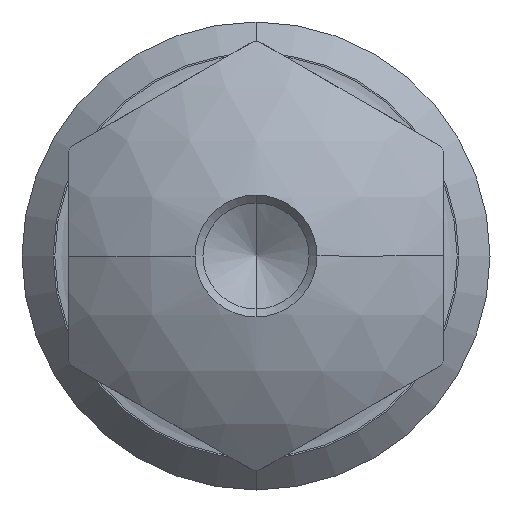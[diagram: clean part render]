
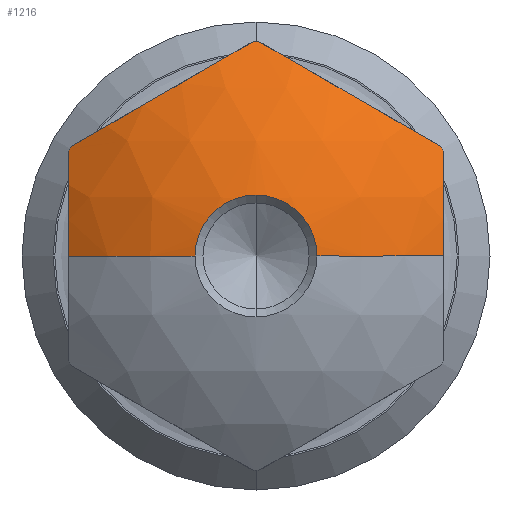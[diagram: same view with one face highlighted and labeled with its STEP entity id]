
A CAD part, front view. The second image highlights one B-rep face of the part: STEP entity #1216.
In plain terms, the highlighted spherical face has radius 20 mm.
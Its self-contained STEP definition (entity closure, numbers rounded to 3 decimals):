
#2 = CARTESIAN_POINT ( 'NONE',  ( 3.906, -15.906, 0. ) ) ;
#24 = VERTEX_POINT ( 'NONE', #497 ) ;
#26 = DIRECTION ( 'NONE',  ( 0., 1., 0. ) ) ;
#32 = CARTESIAN_POINT ( 'NONE',  ( 0., -15.906, 0. ) ) ;
#33 = DIRECTION ( 'NONE',  ( 0., 0., -1. ) ) ;
#47 = ORIENTED_EDGE ( 'NONE', *, *, #587, .F. ) ;
#51 = AXIS2_PLACEMENT_3D ( 'NONE', #96, #812, #1123 ) ;
#52 = DIRECTION ( 'NONE',  ( 0., 0., 1. ) ) ;
#59 = CIRCLE ( 'NONE', #864, 13.75 ) ;
#63 = EDGE_CURVE ( 'NONE', #24, #1203, #439, .T. ) ;
#75 = AXIS2_PLACEMENT_3D ( 'NONE', #180, #897, #290 ) ;
#85 = EDGE_CURVE ( 'NONE', #1018, #513, #946, .T. ) ;
#96 = CARTESIAN_POINT ( 'NONE',  ( 0., 3.709, 0. ) ) ;
#99 = DIRECTION ( 'NONE',  ( 0., 1., 0. ) ) ;
#133 = CARTESIAN_POINT ( 'NONE',  ( -0.186, -10.815, 13.749 ) ) ;
#167 = ORIENTED_EDGE ( 'NONE', *, *, #984, .F. ) ;
#175 = VERTEX_POINT ( 'NONE', #194 ) ;
#180 = CARTESIAN_POINT ( 'NONE',  ( -12., 3.709, 0. ) ) ;
#194 = CARTESIAN_POINT ( 'NONE',  ( 0., -10.815, 13.75 ) ) ;
#198 = EDGE_CURVE ( 'NONE', #1203, #270, #1084, .T. ) ;
#202 = CARTESIAN_POINT ( 'NONE',  ( 12., -12.291, 0. ) ) ;
#203 = EDGE_CURVE ( 'NONE', #1182, #910, #59, .T. ) ;
#211 = CIRCLE ( 'NONE', #292, 13.75 ) ;
#212 = CARTESIAN_POINT ( 'NONE',  ( -6., 3.709, 10.392 ) ) ;
#216 = AXIS2_PLACEMENT_3D ( 'NONE', #901, #945, #843 ) ;
#242 = CARTESIAN_POINT ( 'NONE',  ( -11.814, -10.815, 7.036 ) ) ;
#248 = CARTESIAN_POINT ( 'NONE',  ( 0., -10.815, 0. ) ) ;
#252 = CIRCLE ( 'NONE', #259, 16. ) ;
#259 = AXIS2_PLACEMENT_3D ( 'NONE', #212, #928, #325 ) ;
#270 = VERTEX_POINT ( 'NONE', #2 ) ;
#280 = CARTESIAN_POINT ( 'NONE',  ( 11.814, -10.815, 7.036 ) ) ;
#290 = DIRECTION ( 'NONE',  ( 0., 0., -1. ) ) ;
#292 = AXIS2_PLACEMENT_3D ( 'NONE', #248, #964, #361 ) ;
#302 = CIRCLE ( 'NONE', #1285, 13.75 ) ;
#312 = VERTEX_POINT ( 'NONE', #202 ) ;
#325 = DIRECTION ( 'NONE',  ( -0.866, 0., -0.5 ) ) ;
#334 = CARTESIAN_POINT ( 'NONE',  ( 12., -10.815, 6.713 ) ) ;
#352 = ORIENTED_EDGE ( 'NONE', *, *, #594, .F. ) ;
#361 = DIRECTION ( 'NONE',  ( 0., 0., 1. ) ) ;
#392 = VERTEX_POINT ( 'NONE', #334 ) ;
#421 = DIRECTION ( 'NONE',  ( 0., 1., 0. ) ) ;
#439 = CIRCLE ( 'NONE', #1162, 3.906 ) ;
#465 = CARTESIAN_POINT ( 'NONE',  ( 12., 3.709, 0. ) ) ;
#473 = AXIS2_PLACEMENT_3D ( 'NONE', #657, #33, #751 ) ;
#497 = CARTESIAN_POINT ( 'NONE',  ( -3.906, -15.906, 0. ) ) ;
#513 = VERTEX_POINT ( 'NONE', #280 ) ;
#521 = CIRCLE ( 'NONE', #927, 20. ) ;
#529 = FACE_OUTER_BOUND ( 'NONE', #562, .T. ) ;
#550 = CIRCLE ( 'NONE', #1081, 16. ) ;
#558 = EDGE_CURVE ( 'NONE', #270, #312, #521, .T. ) ;
#559 = EDGE_CURVE ( 'NONE', #679, #1182, #758, .T. ) ;
#562 = EDGE_LOOP ( 'NONE', ( #1269, #692, #660, #788, #352, #846, #47, #167, #1246, #963, #1106, #1066 ) ) ;
#571 = DIRECTION ( 'NONE',  ( 0., 0., 1. ) ) ;
#587 = EDGE_CURVE ( 'NONE', #175, #1018, #1264, .T. ) ;
#594 = EDGE_CURVE ( 'NONE', #513, #392, #211, .T. ) ;
#598 = CARTESIAN_POINT ( 'NONE',  ( 0., 3.709, 0. ) ) ;
#615 = CARTESIAN_POINT ( 'NONE',  ( 0., -15.906, 3.906 ) ) ;
#657 = CARTESIAN_POINT ( 'NONE',  ( 0., 3.709, 0. ) ) ;
#660 = ORIENTED_EDGE ( 'NONE', *, *, #558, .T. ) ;
#671 = DIRECTION ( 'NONE',  ( 0., 1., 0. ) ) ;
#679 = VERTEX_POINT ( 'NONE', #1279 ) ;
#692 = ORIENTED_EDGE ( 'NONE', *, *, #198, .T. ) ;
#695 = DIRECTION ( 'NONE',  ( 1., 0., 0. ) ) ;
#720 = CARTESIAN_POINT ( 'NONE',  ( 0., -15.906, 0. ) ) ;
#751 = DIRECTION ( 'NONE',  ( -1., 0., 0. ) ) ;
#758 = CIRCLE ( 'NONE', #75, 16. ) ;
#788 = ORIENTED_EDGE ( 'NONE', *, *, #960, .F. ) ;
#790 = AXIS2_PLACEMENT_3D ( 'NONE', #720, #99, #816 ) ;
#812 = DIRECTION ( 'NONE',  ( 0., 0., 1. ) ) ;
#816 = DIRECTION ( 'NONE',  ( 0., 0., 1. ) ) ;
#843 = DIRECTION ( 'NONE',  ( 0., 0., 1. ) ) ;
#846 = ORIENTED_EDGE ( 'NONE', *, *, #85, .F. ) ;
#858 = SPHERICAL_SURFACE ( 'NONE', #51, 20. ) ;
#864 = AXIS2_PLACEMENT_3D ( 'NONE', #1022, #421, #1126 ) ;
#874 = CIRCLE ( 'NONE', #473, 20. ) ;
#877 = DIRECTION ( 'NONE',  ( 0.5, 0., 0.866 ) ) ;
#883 = VERTEX_POINT ( 'NONE', #133 ) ;
#892 = EDGE_CURVE ( 'NONE', #24, #679, #874, .T. ) ;
#897 = DIRECTION ( 'NONE',  ( -1., 0., 0. ) ) ;
#901 = CARTESIAN_POINT ( 'NONE',  ( 0., -10.815, 0. ) ) ;
#904 = CARTESIAN_POINT ( 'NONE',  ( -12., -10.815, 6.713 ) ) ;
#910 = VERTEX_POINT ( 'NONE', #242 ) ;
#927 = AXIS2_PLACEMENT_3D ( 'NONE', #598, #1301, #695 ) ;
#928 = DIRECTION ( 'NONE',  ( -0.5, 0., 0.866 ) ) ;
#945 = DIRECTION ( 'NONE',  ( 0., 1., 0. ) ) ;
#946 = CIRCLE ( 'NONE', #1295, 16. ) ;
#960 = EDGE_CURVE ( 'NONE', #392, #312, #550, .T. ) ;
#963 = ORIENTED_EDGE ( 'NONE', *, *, #203, .F. ) ;
#964 = DIRECTION ( 'NONE',  ( 0., 1., 0. ) ) ;
#984 = EDGE_CURVE ( 'NONE', #883, #175, #302, .T. ) ;
#1018 = VERTEX_POINT ( 'NONE', #1277 ) ;
#1022 = CARTESIAN_POINT ( 'NONE',  ( 0., -10.815, 0. ) ) ;
#1066 = ORIENTED_EDGE ( 'NONE', *, *, #892, .F. ) ;
#1073 = DIRECTION ( 'NONE',  ( -0.866, 0., 0.5 ) ) ;
#1081 = AXIS2_PLACEMENT_3D ( 'NONE', #465, #1169, #571 ) ;
#1084 = CIRCLE ( 'NONE', #790, 3.906 ) ;
#1106 = ORIENTED_EDGE ( 'NONE', *, *, #559, .F. ) ;
#1123 = DIRECTION ( 'NONE',  ( -1., 0., 0. ) ) ;
#1126 = DIRECTION ( 'NONE',  ( 0., 0., 1. ) ) ;
#1162 = AXIS2_PLACEMENT_3D ( 'NONE', #32, #26, #1291 ) ;
#1169 = DIRECTION ( 'NONE',  ( 1., 0., 0. ) ) ;
#1177 = CARTESIAN_POINT ( 'NONE',  ( 6., 3.709, 10.392 ) ) ;
#1182 = VERTEX_POINT ( 'NONE', #904 ) ;
#1203 = VERTEX_POINT ( 'NONE', #615 ) ;
#1216 = ADVANCED_FACE ( 'NONE', ( #529 ), #858, .T. ) ;
#1246 = ORIENTED_EDGE ( 'NONE', *, *, #1259, .F. ) ;
#1259 = EDGE_CURVE ( 'NONE', #910, #883, #252, .T. ) ;
#1264 = CIRCLE ( 'NONE', #216, 13.75 ) ;
#1269 = ORIENTED_EDGE ( 'NONE', *, *, #63, .T. ) ;
#1276 = CARTESIAN_POINT ( 'NONE',  ( 0., -10.815, 0. ) ) ;
#1277 = CARTESIAN_POINT ( 'NONE',  ( 0.186, -10.815, 13.749 ) ) ;
#1279 = CARTESIAN_POINT ( 'NONE',  ( -12., -12.291, 0. ) ) ;
#1285 = AXIS2_PLACEMENT_3D ( 'NONE', #1276, #671, #52 ) ;
#1291 = DIRECTION ( 'NONE',  ( 0., 0., 1. ) ) ;
#1295 = AXIS2_PLACEMENT_3D ( 'NONE', #1177, #877, #1073 ) ;
#1301 = DIRECTION ( 'NONE',  ( 0., 0., 1. ) ) ;
